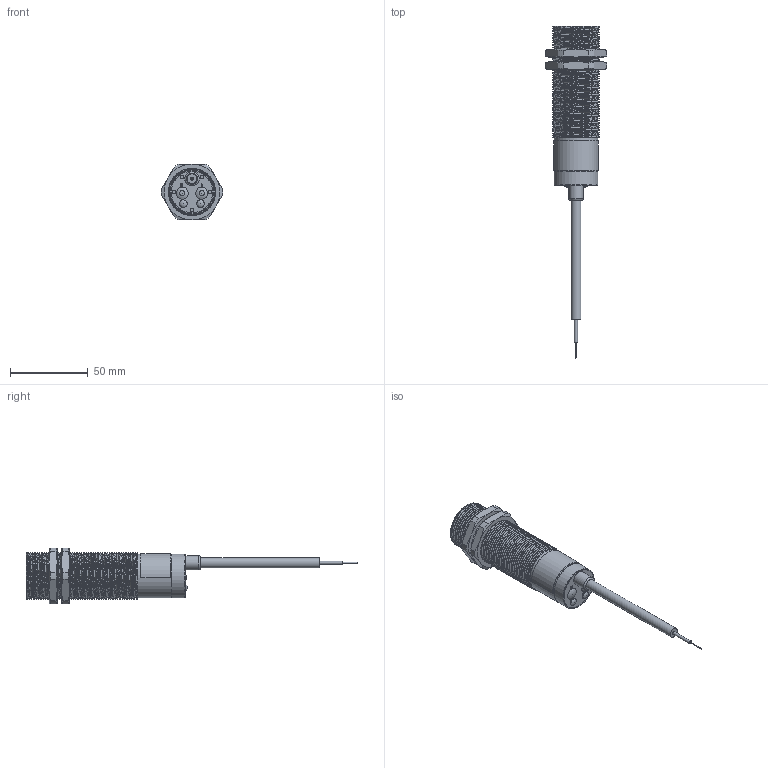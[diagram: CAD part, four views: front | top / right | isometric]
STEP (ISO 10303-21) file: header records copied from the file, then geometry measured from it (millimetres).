
FILE_DESCRIPTION(/* description */ ('Unknown'),/* implementation_level */ '2;1');
FILE_NAME(/* name */ 'ВБУ-100У-1ХХХ',/* time_stamp */ '2022-10-06T09:21:04+05:00',/* author */ ('Unknown'),/* organization */ ('Unknown'),/* preprocessor_version */ 'ST-DEVELOPER v16.7',/* originating_system */ 'Solid Edge',/* authorisation */ 'Unknown');
FILE_SCHEMA (('AUTOMOTIVE_DESIGN {1 0 10303 214 3 1 1}'));
Length unit declared in the file: millimetre
Products named in the file (21): 13.004.000 (100Ó-111..); 13.305.000 (Ñáîðêà Ì); 13.305.102 (Äåðæàòåëü äëÿ ïüåçîýëåìåíòà); Ä0.011 Äåðæàòåëü; 秖樄鞡錼懤艜 PS400A1; 扻錪犩 011-014-19-2-2; 砎鍒鍱; Òðóáêà ÏÂÕ (÷åðíàÿ); Òðóáêà ÏÂÕ (áåëàÿ); Êîëüöî 20,0õ1,0 (äëÿ äèàìåòðà 30); Ïëàòà (áîëüøàÿ); À0.183 Êîðïóñ; Á0.124 Êðûøêà; Ý3.006 Ýêðàí; Ïëàòà (ìàëåíüêàÿ); Screw_GOST_17473_80_1B_M2x6_v10.50; ﾎ0.008 ﾋ竟鈞 褪鮏韶萵; Ð0.094 Ìåìáðàíà; Ý6.025 Êàáåëü; Ê1.011 Ãàéêà Ì30õ1,5; 椯鴀殣罻
Assembly tree (27 placements, depth 4):
  13.004.000 (100Ó-111..)
    13.305.000 (Ñáîðêà Ì)
      13.305.102 (Äåðæàòåëü äëÿ ïüåçîýëåìåíòà)
        Ä0.011 Äåðæàòåëü
        秖樄鞡錼懤艜 PS400A1
        扻錪犩 011-014-19-2-2  x2
        砎鍒鍱  x2
        Òðóáêà ÏÂÕ (÷åðíàÿ)
        Òðóáêà ÏÂÕ (áåëàÿ)
        Êîëüöî 20,0õ1,0 (äëÿ äèàìåòðà 30)
      Ïëàòà (áîëüøàÿ)
    À0.183 Êîðïóñ
    Á0.124 Êðûøêà
    Ý3.006 Ýêðàí
    Ïëàòà (ìàëåíüêàÿ)
    Screw_GOST_17473_80_1B_M2x6_v10.50  x3
    ﾎ0.008 ﾋ竟鈞 褪鮏韶萵  x2
    Ð0.094 Ìåìáðàíà
    Ý6.025 Êàáåëü
    Ê1.011 Ãàéêà Ì30õ1,5  x2
    Êîëüöî 20,0õ1,0 (äëÿ äèàìåòðà 30)
    椯鴀殣罻
Bounding box: 39.48 x 213.8 x 36 mm (x, y, z)
Volume: 31575.4 mm3; surface area: 45310.7 mm2
Topology: 25 solids, 25 shells, 418 faces, 913 edges, 594 vertices
Faces by surface type: plane 191, cylinder 123, cone 60, torus 27, sphere 11, bspline 6
Full cylindrical faces by diameter (mm): 0.5 x2, 0.75 x2, 1.5 x6, 1.8 x3, 2 x18, 2.2 x3, 2.5 x5, 3.1 x2, 3.4 x2, 3.8 x5, 4.2 x2, 4.3 x2, 4.4 x2, 4.5 x1, 4.9 x2, 6 x1, 6.4 x1, 7.6 x2, 7.746 x2, 9.2 x1, 11.3 x4, 14.6 x2, 23.3 x1, 25.3 x1, 25.4 x1, 25.5 x1, 26.7 x4, 26.75 x2, 26.8 x1, 27.2 x1
Entity records: 14708 total; most frequent: CARTESIAN_POINT 6513, DIRECTION 1557, ORIENTED_EDGE 1148, AXIS2_PLACEMENT_3D 653, EDGE_CURVE 574, FACE_BOUND 567, EDGE_LOOP 565, VERTEX_POINT 445
